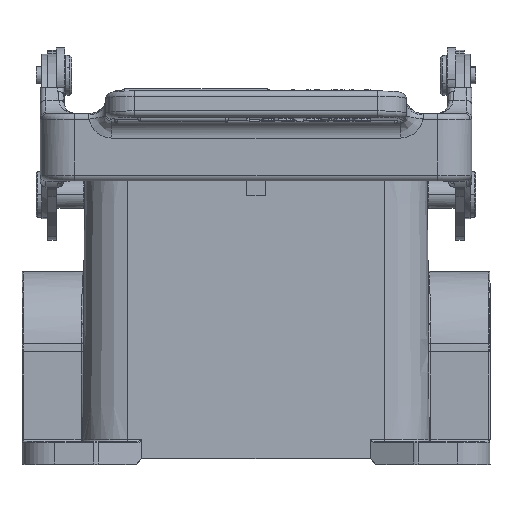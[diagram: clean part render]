
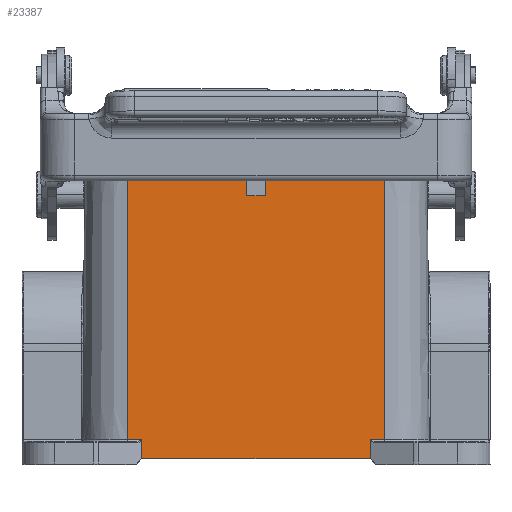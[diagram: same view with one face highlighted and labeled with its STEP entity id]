
A CAD part, top view. The second image highlights one B-rep face of the part: STEP entity #23387.
In plain terms, the highlighted planar face has unit normal (0, 0.009, 1).
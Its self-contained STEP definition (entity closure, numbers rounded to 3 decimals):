
#4474=DIRECTION('',(1.,0.,0.));
#4475=VECTOR('',#4474,39.998);
#4476=CARTESIAN_POINT('',(-19.999,1.,21.944));
#4477=LINE('',#4476,#4475);
#4571=DIRECTION('',(0.,-1.,0.009));
#4572=VECTOR('',#4571,3.238);
#4573=CARTESIAN_POINT('',(-20.,4.238,21.916));
#4574=LINE('',#4573,#4572);
#4582=DIRECTION('',(1.,0.,0.));
#4583=VECTOR('',#4582,20.9);
#4584=CARTESIAN_POINT('',(1.6,51.5,21.5));
#4585=LINE('',#4584,#4583);
#4605=CARTESIAN_POINT('',(20.,4.238,21.916));
#4606=CARTESIAN_POINT('',(20.,4.245,21.916));
#4607=CARTESIAN_POINT('',(20.,4.258,21.91));
#4608=CARTESIAN_POINT('',(20.,4.278,21.913));
#4609=CARTESIAN_POINT('',(20.,4.291,21.912));
#4610=CARTESIAN_POINT('',(20.,4.297,21.912));
#4612=DIRECTION('',(1.,0.,0.));
#4613=VECTOR('',#4612,2.5);
#4614=CARTESIAN_POINT('',(20.,4.297,21.912));
#4615=LINE('',#4614,#4613);
#4626=DIRECTION('',(0.,1.,-0.009));
#4627=VECTOR('',#4626,47.204);
#4628=CARTESIAN_POINT('',(22.5,4.297,21.912));
#4629=LINE('',#4628,#4627);
#7257=DIRECTION('',(-1.,0.,0.));
#7258=VECTOR('',#7257,20.9);
#7259=CARTESIAN_POINT('',(-1.6,51.5,21.5));
#7260=LINE('',#7259,#7258);
#7413=DIRECTION('',(0.,-1.,0.009));
#7414=VECTOR('',#7413,4.5);
#7415=CARTESIAN_POINT('',(1.6,51.5,21.5));
#7416=LINE('',#7415,#7414);
#7425=DIRECTION('',(-1.,0.,0.));
#7426=VECTOR('',#7425,3.2);
#7427=CARTESIAN_POINT('',(1.6,47.,21.539));
#7428=LINE('',#7427,#7426);
#7433=DIRECTION('',(0.,1.,-0.009));
#7434=VECTOR('',#7433,4.5);
#7435=CARTESIAN_POINT('',(-1.6,47.,21.539));
#7436=LINE('',#7435,#7434);
#7563=DIRECTION('',(0.,-1.,0.009));
#7564=VECTOR('',#7563,47.204);
#7565=CARTESIAN_POINT('',(-22.5,51.5,21.5));
#7566=LINE('',#7565,#7564);
#7604=DIRECTION('',(1.,0.,0.));
#7605=VECTOR('',#7604,2.5);
#7606=CARTESIAN_POINT('',(-22.5,4.297,21.912));
#7607=LINE('',#7606,#7605);
#7608=CARTESIAN_POINT('',(-20.,4.297,21.912));
#7609=CARTESIAN_POINT('',(-20.,4.291,21.912));
#7610=CARTESIAN_POINT('',(-20.,4.277,21.913));
#7611=CARTESIAN_POINT('',(-20.,4.258,21.91));
#7612=CARTESIAN_POINT('',(-20.,4.245,21.916));
#7613=CARTESIAN_POINT('',(-20.,4.238,21.916));
#8982=DIRECTION('',(0.,1.,-0.009));
#8983=VECTOR('',#8982,3.238);
#8984=CARTESIAN_POINT('',(19.999,1.,21.944));
#8985=LINE('',#8984,#8983);
#14830=CARTESIAN_POINT('',(19.999,1.,21.944));
#14831=VERTEX_POINT('',#14830);
#14833=CARTESIAN_POINT('',(-19.999,1.,
21.944));
#14834=VERTEX_POINT('',#14833);
#14891=CARTESIAN_POINT('',(-20.,4.238,
21.916));
#14892=VERTEX_POINT('',#14891);
#14893=VERTEX_POINT('',#4605);
#14894=VERTEX_POINT('',#4610);
#14895=VERTEX_POINT('',#7608);
#14896=CARTESIAN_POINT('',(-22.5,4.297,
21.912));
#14897=VERTEX_POINT('',#14896);
#14898=CARTESIAN_POINT('',(-22.5,51.5,21.5));
#14899=VERTEX_POINT('',#14898);
#14900=CARTESIAN_POINT('',(-1.6,51.5,21.5));
#14901=VERTEX_POINT('',#14900);
#14902=CARTESIAN_POINT('',(-1.6,47.,21.539));
#14903=VERTEX_POINT('',#14902);
#14904=CARTESIAN_POINT('',(1.6,47.,21.539));
#14905=VERTEX_POINT('',#14904);
#14906=CARTESIAN_POINT('',(1.6,51.5,21.5));
#14907=VERTEX_POINT('',#14906);
#14908=CARTESIAN_POINT('',(22.5,51.5,21.5));
#14909=VERTEX_POINT('',#14908);
#14910=CARTESIAN_POINT('',(22.5,4.297,21.912));
#14911=VERTEX_POINT('',#14910);
#23354=CARTESIAN_POINT('',(0.,26.25,
21.72));
#23355=DIRECTION('',(0.,0.009,1.));
#23356=DIRECTION('',(0.,-1.,0.009));
#23357=AXIS2_PLACEMENT_3D('',#23354,#23355,#23356);
#23358=PLANE('',#23357);
#23360=ORIENTED_EDGE('',*,*,#23359,.F.);
#23362=ORIENTED_EDGE('',*,*,#23361,.F.);
#23363=ORIENTED_EDGE('',*,*,#23157,.F.);
#23364=ORIENTED_EDGE('',*,*,#23346,.F.);
#23366=ORIENTED_EDGE('',*,*,#23365,.F.);
#23368=ORIENTED_EDGE('',*,*,#23367,.F.);
#23370=ORIENTED_EDGE('',*,*,#23369,.F.);
#23372=ORIENTED_EDGE('',*,*,#23371,.F.);
#23374=ORIENTED_EDGE('',*,*,#23373,.F.);
#23376=ORIENTED_EDGE('',*,*,#23375,.F.);
#23378=ORIENTED_EDGE('',*,*,#23377,.F.);
#23380=ORIENTED_EDGE('',*,*,#23379,.T.);
#23382=ORIENTED_EDGE('',*,*,#23381,.F.);
#23384=ORIENTED_EDGE('',*,*,#23383,.F.);
#23385=EDGE_LOOP('',(#23360,#23362,#23363,#23364,#23366,#23368,#23370,#23372,
#23374,#23376,#23378,#23380,#23382,#23384));
#23386=FACE_OUTER_BOUND('',#23385,.F.);
#4611=B_SPLINE_CURVE_WITH_KNOTS('',3,(#4605,#4606,#4607,#4608,#4609,#4610),
.UNSPECIFIED.,.F.,.F.,(4,1,1,4),(0.,0.333,0.667,1.),
.UNSPECIFIED.);
#7614=B_SPLINE_CURVE_WITH_KNOTS('',3,(#7608,#7609,#7610,#7611,#7612,#7613),
.UNSPECIFIED.,.F.,.F.,(4,1,1,4),(0.,0.333,0.667,1.),
.UNSPECIFIED.);
#23157=EDGE_CURVE('',#14834,#14831,#4477,.T.);
#23346=EDGE_CURVE('',#14892,#14834,#4574,.T.);
#23359=EDGE_CURVE('',#14893,#14894,#4611,.T.);
#23361=EDGE_CURVE('',#14831,#14893,#8985,.T.);
#23365=EDGE_CURVE('',#14895,#14892,#7614,.T.);
#23367=EDGE_CURVE('',#14897,#14895,#7607,.T.);
#23369=EDGE_CURVE('',#14899,#14897,#7566,.T.);
#23371=EDGE_CURVE('',#14901,#14899,#7260,.T.);
#23373=EDGE_CURVE('',#14903,#14901,#7436,.T.);
#23375=EDGE_CURVE('',#14905,#14903,#7428,.T.);
#23377=EDGE_CURVE('',#14907,#14905,#7416,.T.);
#23379=EDGE_CURVE('',#14907,#14909,#4585,.T.);
#23381=EDGE_CURVE('',#14911,#14909,#4629,.T.);
#23383=EDGE_CURVE('',#14894,#14911,#4615,.T.);
#23387=ADVANCED_FACE('',(#23386),#23358,.T.);
